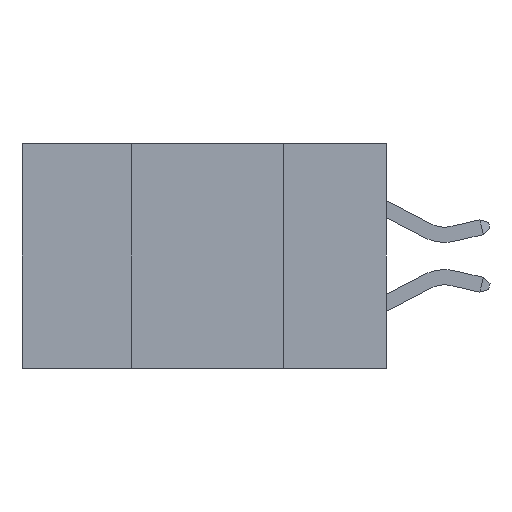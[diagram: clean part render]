
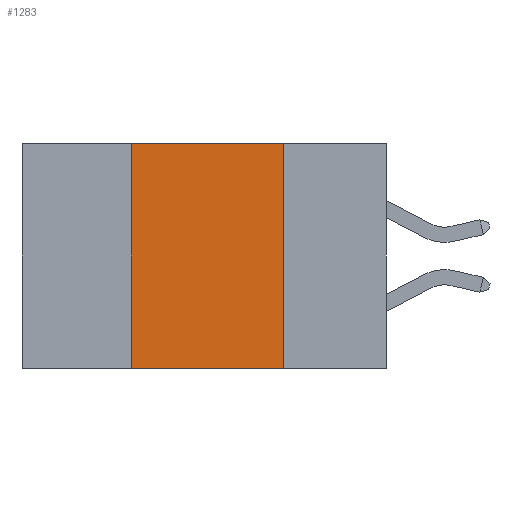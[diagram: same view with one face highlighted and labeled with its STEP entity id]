
A CAD part, left-side view. The second image highlights one B-rep face of the part: STEP entity #1283.
In plain terms, the highlighted planar face has unit normal (-1, 0, 0).
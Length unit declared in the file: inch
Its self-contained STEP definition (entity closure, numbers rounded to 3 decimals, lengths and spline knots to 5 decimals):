
#383 = VECTOR ( 'NONE', #10255, 39.37008 ) ;
#869 = EDGE_CURVE ( 'NONE', #7979, #8258, #1231, .T. ) ;
#911 = ORIENTED_EDGE ( 'NONE', *, *, #13271, .F. ) ;
#1231 = LINE ( 'NONE', #10862, #12572 ) ;
#1283 = ADVANCED_FACE ( 'NONE', ( #8046 ), #8096, .F. ) ;
#2399 = CARTESIAN_POINT ( 'NONE',  ( 0., 0.6, 0. ) ) ;
#3323 = ORIENTED_EDGE ( 'NONE', *, *, #869, .F. ) ;
#3801 = EDGE_LOOP ( 'NONE', ( #3323, #11932, #911, #6386 ) ) ;
#4534 = DIRECTION ( 'NONE',  ( 0., 0., 1. ) ) ;
#4674 = VERTEX_POINT ( 'NONE', #7678 ) ;
#4876 = CARTESIAN_POINT ( 'NONE',  ( 0., 0.42, -0.37 ) ) ;
#6386 = ORIENTED_EDGE ( 'NONE', *, *, #12559, .T. ) ;
#6407 = VECTOR ( 'NONE', #4534, 39.37008 ) ;
#6580 = CARTESIAN_POINT ( 'NONE',  ( 0., 0.42, 0. ) ) ;
#6678 = DIRECTION ( 'NONE',  ( 0., 0., -1. ) ) ;
#7276 = DIRECTION ( 'NONE',  ( 0., 0., -1. ) ) ;
#7678 = CARTESIAN_POINT ( 'NONE',  ( 0., 0.42, -0.37 ) ) ;
#7979 = VERTEX_POINT ( 'NONE', #9649 ) ;
#8046 = FACE_OUTER_BOUND ( 'NONE', #3801, .T. ) ;
#8096 = PLANE ( 'NONE',  #9455 ) ;
#8258 = VERTEX_POINT ( 'NONE', #11800 ) ;
#8711 = VECTOR ( 'NONE', #9777, 39.37008 ) ;
#8823 = DIRECTION ( 'NONE',  ( 1., 0., 0. ) ) ;
#9455 = AXIS2_PLACEMENT_3D ( 'NONE', #11177, #8823, #6678 ) ;
#9649 = CARTESIAN_POINT ( 'NONE',  ( 0., 0.17, 0. ) ) ;
#9777 = DIRECTION ( 'NONE',  ( 0., -1., 0. ) ) ;
#10255 = DIRECTION ( 'NONE',  ( 0., -1., 0. ) ) ;
#10391 = CARTESIAN_POINT ( 'NONE',  ( 0., 0.6, -0.37 ) ) ;
#10416 = LINE ( 'NONE', #4876, #6407 ) ;
#10862 = CARTESIAN_POINT ( 'NONE',  ( 0., 0.17, -0.37 ) ) ;
#11177 = CARTESIAN_POINT ( 'NONE',  ( 0., 0.6, 0. ) ) ;
#11655 = LINE ( 'NONE', #10391, #8711 ) ;
#11800 = CARTESIAN_POINT ( 'NONE',  ( 0., 0.17, -0.37 ) ) ;
#11932 = ORIENTED_EDGE ( 'NONE', *, *, #13965, .F. ) ;
#11996 = VERTEX_POINT ( 'NONE', #6580 ) ;
#12098 = LINE ( 'NONE', #2399, #383 ) ;
#12559 = EDGE_CURVE ( 'NONE', #4674, #8258, #11655, .T. ) ;
#12572 = VECTOR ( 'NONE', #7276, 39.37008 ) ;
#13271 = EDGE_CURVE ( 'NONE', #4674, #11996, #10416, .T. ) ;
#13965 = EDGE_CURVE ( 'NONE', #11996, #7979, #12098, .T. ) ;
